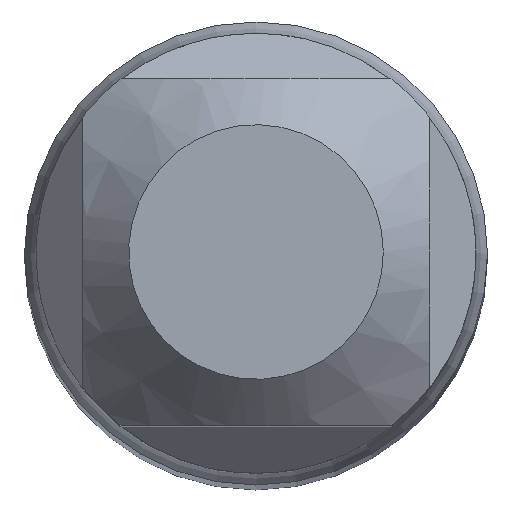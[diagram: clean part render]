
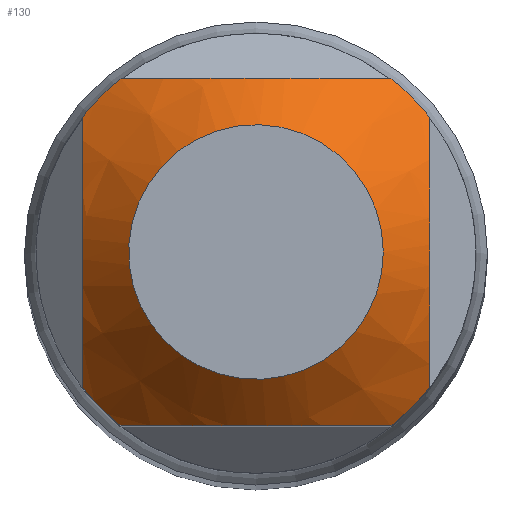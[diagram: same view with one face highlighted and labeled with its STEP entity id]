
A CAD part, top view. The second image highlights one B-rep face of the part: STEP entity #130.
In plain terms, the highlighted conical face has half-angle 45 degrees and reference radius 1000 mm.
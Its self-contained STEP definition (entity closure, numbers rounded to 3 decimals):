
#52=CONICAL_SURFACE('',#457,1000.,45.);
#83=FACE_BOUND('',#186,.T.);
#84=FACE_BOUND('',#187,.T.);
#93=CIRCLE('',#432,1.1);
#103=CIRCLE('',#451,1.9);
#104=CIRCLE('',#452,1.9);
#105=CIRCLE('',#453,1.9);
#106=CIRCLE('',#454,1.9);
#130=ADVANCED_FACE('NONE',(#83,#84),#52,.T.);
#186=EDGE_LOOP('',(#259,#260,#261,#262,#263,#264,#265,#266));
#187=EDGE_LOOP('',(#267));
#259=ORIENTED_EDGE('',*,*,#325,.F.);
#260=ORIENTED_EDGE('',*,*,#339,.F.);
#261=ORIENTED_EDGE('',*,*,#316,.F.);
#262=ORIENTED_EDGE('',*,*,#338,.F.);
#263=ORIENTED_EDGE('',*,*,#319,.F.);
#264=ORIENTED_EDGE('',*,*,#337,.F.);
#265=ORIENTED_EDGE('',*,*,#322,.F.);
#266=ORIENTED_EDGE('',*,*,#340,.F.);
#267=ORIENTED_EDGE('',*,*,#327,.T.);
#284=VERTEX_POINT('',#617);
#285=VERTEX_POINT('',#631);
#286=VERTEX_POINT('',#635);
#287=VERTEX_POINT('',#649);
#288=VERTEX_POINT('',#653);
#289=VERTEX_POINT('',#667);
#290=VERTEX_POINT('',#671);
#291=VERTEX_POINT('',#685);
#292=VERTEX_POINT('',#689);
#316=EDGE_CURVE('NONE',#284,#285,#379,.T.);
#319=EDGE_CURVE('NONE',#286,#287,#380,.T.);
#322=EDGE_CURVE('NONE',#288,#289,#381,.T.);
#325=EDGE_CURVE('NONE',#290,#291,#382,.T.);
#327=EDGE_CURVE('NONE',#292,#292,#93,.T.);
#337=EDGE_CURVE('NONE',#289,#286,#103,.T.);
#338=EDGE_CURVE('NONE',#287,#284,#104,.T.);
#339=EDGE_CURVE('NONE',#285,#290,#105,.T.);
#340=EDGE_CURVE('NONE',#291,#288,#106,.T.);
#379=B_SPLINE_CURVE_WITH_KNOTS('',3,(#618,#619,#620,#621,#622,#623,#624,
#625,#626,#627,#628,#629,#630),.UNSPECIFIED.,.F.,.F.,(4,3,3,3,4),(0.,0.322,
0.54,0.757,1.),.UNSPECIFIED.);
#380=B_SPLINE_CURVE_WITH_KNOTS('',3,(#636,#637,#638,#639,#640,#641,#642,
#643,#644,#645,#646,#647,#648),.UNSPECIFIED.,.F.,.F.,(4,3,3,3,4),(0.,0.308,
0.5,0.719,1.),.UNSPECIFIED.);
#381=B_SPLINE_CURVE_WITH_KNOTS('',3,(#654,#655,#656,#657,#658,#659,#660,
#661,#662,#663,#664,#665,#666),.UNSPECIFIED.,.F.,.F.,(4,3,3,3,4),(0.,0.322,
0.54,0.757,1.),.UNSPECIFIED.);
#382=B_SPLINE_CURVE_WITH_KNOTS('',3,(#672,#673,#674,#675,#676,#677,#678,
#679,#680,#681,#682,#683,#684),.UNSPECIFIED.,.F.,.F.,(4,3,3,3,4),(0.,0.308,
0.5,0.719,1.),.UNSPECIFIED.);
#432=AXIS2_PLACEMENT_3D('',#688,#511,#512);
#451=AXIS2_PLACEMENT_3D('',#717,#549,#550);
#452=AXIS2_PLACEMENT_3D('',#718,#551,#552);
#453=AXIS2_PLACEMENT_3D('',#719,#553,#554);
#454=AXIS2_PLACEMENT_3D('',#720,#555,#556);
#457=AXIS2_PLACEMENT_3D('',#723,#561,#562);
#511=DIRECTION('',(0.,0.,-1.));
#512=DIRECTION('',(1.,0.,0.));
#549=DIRECTION('',(0.,0.,-1.));
#550=DIRECTION('',(0.,1.,0.));
#551=DIRECTION('',(0.,0.,-1.));
#552=DIRECTION('',(0.,1.,0.));
#553=DIRECTION('',(0.,0.,-1.));
#554=DIRECTION('',(0.,1.,0.));
#555=DIRECTION('',(0.,0.,-1.));
#556=DIRECTION('',(0.,1.,0.));
#561=DIRECTION('',(0.,0.,-1.));
#562=DIRECTION('',(0.,1.,0.));
#617=CARTESIAN_POINT('',(-1.5,-1.166,-0.8));
#618=CARTESIAN_POINT('',(-1.5,-1.166,-0.8));
#619=CARTESIAN_POINT('',(-1.5,-0.939,-0.66));
#620=CARTESIAN_POINT('',(-1.5,-0.697,-0.535));
#621=CARTESIAN_POINT('',(-1.5,-0.44,-0.463));
#622=CARTESIAN_POINT('',(-1.5,-0.266,-0.414));
#623=CARTESIAN_POINT('',(-1.5,-0.083,-0.392));
#624=CARTESIAN_POINT('',(-1.5,0.097,-0.403));
#625=CARTESIAN_POINT('',(-1.5,0.277,-0.415));
#626=CARTESIAN_POINT('',(-1.5,0.456,-0.46));
#627=CARTESIAN_POINT('',(-1.5,0.624,-0.525));
#628=CARTESIAN_POINT('',(-1.5,0.813,-0.597));
#629=CARTESIAN_POINT('',(-1.5,0.993,-0.694));
#630=CARTESIAN_POINT('',(-1.5,1.166,-0.8));
#631=CARTESIAN_POINT('',(-1.5,1.166,-0.8));
#635=CARTESIAN_POINT('',(1.166,-1.5,-0.8));
#636=CARTESIAN_POINT('',(1.166,-1.5,-0.8));
#637=CARTESIAN_POINT('',(0.949,-1.5,-0.666));
#638=CARTESIAN_POINT('',(0.718,-1.5,-0.547));
#639=CARTESIAN_POINT('',(0.474,-1.5,-0.473));
#640=CARTESIAN_POINT('',(0.321,-1.5,-0.427));
#641=CARTESIAN_POINT('',(0.16,-1.5,-0.4));
#642=CARTESIAN_POINT('',(0.,-1.5,-0.4));
#643=CARTESIAN_POINT('',(-0.182,-1.5,-0.4));
#644=CARTESIAN_POINT('',(-0.365,-1.5,-0.435));
#645=CARTESIAN_POINT('',(-0.537,-1.5,-0.493));
#646=CARTESIAN_POINT('',(-0.758,-1.5,-0.568));
#647=CARTESIAN_POINT('',(-0.967,-1.5,-0.678));
#648=CARTESIAN_POINT('',(-1.166,-1.5,-0.8));
#649=CARTESIAN_POINT('',(-1.166,-1.5,-0.8));
#653=CARTESIAN_POINT('',(1.5,1.166,-0.8));
#654=CARTESIAN_POINT('',(1.5,1.166,-0.8));
#655=CARTESIAN_POINT('',(1.5,0.939,-0.66));
#656=CARTESIAN_POINT('',(1.5,0.697,-0.535));
#657=CARTESIAN_POINT('',(1.5,0.44,-0.463));
#658=CARTESIAN_POINT('',(1.5,0.266,-0.414));
#659=CARTESIAN_POINT('',(1.5,0.083,-0.392));
#660=CARTESIAN_POINT('',(1.5,-0.097,-0.403));
#661=CARTESIAN_POINT('',(1.5,-0.277,-0.415));
#662=CARTESIAN_POINT('',(1.5,-0.456,-0.46));
#663=CARTESIAN_POINT('',(1.5,-0.624,-0.525));
#664=CARTESIAN_POINT('',(1.5,-0.813,-0.597));
#665=CARTESIAN_POINT('',(1.5,-0.993,-0.694));
#666=CARTESIAN_POINT('',(1.5,-1.166,-0.8));
#667=CARTESIAN_POINT('',(1.5,-1.166,-0.8));
#671=CARTESIAN_POINT('',(-1.166,1.5,-0.8));
#672=CARTESIAN_POINT('',(-1.166,1.5,-0.8));
#673=CARTESIAN_POINT('',(-0.949,1.5,-0.666));
#674=CARTESIAN_POINT('',(-0.718,1.5,-0.547));
#675=CARTESIAN_POINT('',(-0.474,1.5,-0.473));
#676=CARTESIAN_POINT('',(-0.321,1.5,-0.427));
#677=CARTESIAN_POINT('',(-0.16,1.5,-0.4));
#678=CARTESIAN_POINT('',(0.,1.5,-0.4));
#679=CARTESIAN_POINT('',(0.182,1.5,-0.4));
#680=CARTESIAN_POINT('',(0.365,1.5,-0.435));
#681=CARTESIAN_POINT('',(0.537,1.5,-0.493));
#682=CARTESIAN_POINT('',(0.758,1.5,-0.568));
#683=CARTESIAN_POINT('',(0.967,1.5,-0.678));
#684=CARTESIAN_POINT('',(1.166,1.5,-0.8));
#685=CARTESIAN_POINT('',(1.166,1.5,-0.8));
#688=CARTESIAN_POINT('',(0.,0.,0.));
#689=CARTESIAN_POINT('',(1.1,0.,0.));
#717=CARTESIAN_POINT('',(0.,0.,-0.8));
#718=CARTESIAN_POINT('',(0.,0.,-0.8));
#719=CARTESIAN_POINT('',(0.,0.,-0.8));
#720=CARTESIAN_POINT('',(0.,0.,-0.8));
#723=CARTESIAN_POINT('',(0.,0.,-998.9));
